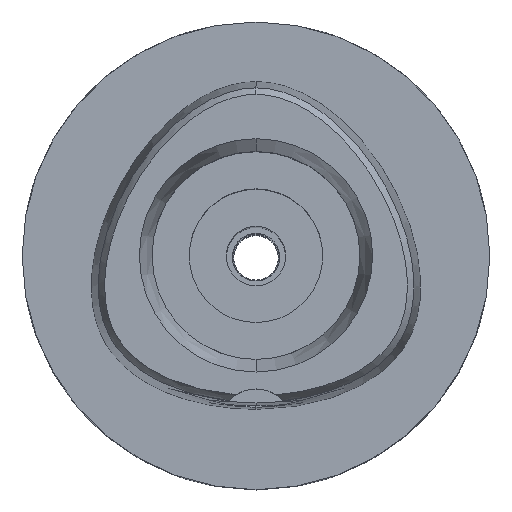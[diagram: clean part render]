
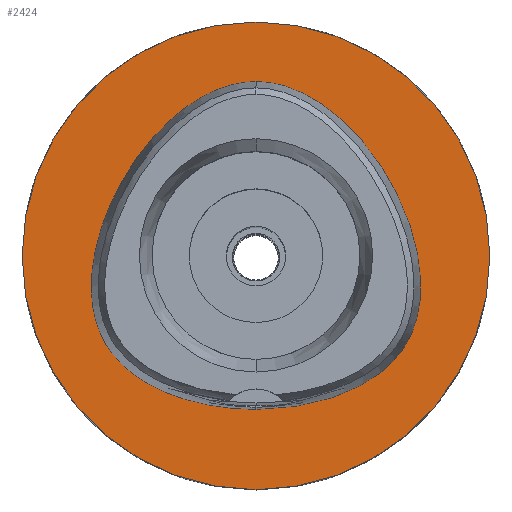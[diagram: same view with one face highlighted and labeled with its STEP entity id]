
A CAD part, top view. The second image highlights one B-rep face of the part: STEP entity #2424.
In plain terms, the highlighted planar face has unit normal (0, 0, 1).
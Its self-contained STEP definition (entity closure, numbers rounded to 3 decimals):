
#302=CARTESIAN_POINT('',(0.,0.,0.));
#303=DIRECTION('',(0.,0.,-1.));
#304=DIRECTION('',(0.,-1.,0.));
#305=AXIS2_PLACEMENT_3D('',#302,#303,#304);
#310=CARTESIAN_POINT('',(0.,0.,0.));
#311=DIRECTION('',(0.,0.,-1.));
#312=DIRECTION('',(0.,1.,0.));
#313=AXIS2_PLACEMENT_3D('',#310,#311,#312);
#318=CARTESIAN_POINT('',(0.,-20.675,0.));
#319=CARTESIAN_POINT('',(0.999,-20.675,0.));
#320=CARTESIAN_POINT('',(2.955,-20.592,
0.));
#321=CARTESIAN_POINT('',(5.793,-20.234,0.));
#322=CARTESIAN_POINT('',(8.44,-19.669,0.));
#323=CARTESIAN_POINT('',(10.825,-18.938,0.));
#324=CARTESIAN_POINT('',(12.921,-18.083,0.));
#325=CARTESIAN_POINT('',(14.731,-17.142,0.));
#326=CARTESIAN_POINT('',(16.28,-16.137,0.));
#327=CARTESIAN_POINT('',(17.584,-15.095,0.));
#328=CARTESIAN_POINT('',(18.683,-14.015,0.));
#329=CARTESIAN_POINT('',(19.596,-12.905,0.));
#330=CARTESIAN_POINT('',(20.36,-11.738,0.));
#331=CARTESIAN_POINT('',(20.983,-10.498,0.));
#332=CARTESIAN_POINT('',(21.485,-9.153,0.));
#333=CARTESIAN_POINT('',(21.867,-7.668,0.));
#334=CARTESIAN_POINT('',(22.117,-6.011,0.));
#335=CARTESIAN_POINT('',(22.211,-4.165,0.));
#336=CARTESIAN_POINT('',(22.119,-2.119,0.));
#337=CARTESIAN_POINT('',(21.807,0.128,0.));
#338=CARTESIAN_POINT('',(21.244,2.562,0.));
#339=CARTESIAN_POINT('',(20.404,5.143,0.));
#340=CARTESIAN_POINT('',(19.286,7.791,0.));
#341=CARTESIAN_POINT('',(17.908,10.415,0.));
#342=CARTESIAN_POINT('',(16.317,12.912,0.));
#343=CARTESIAN_POINT('',(14.58,15.192,0.));
#344=CARTESIAN_POINT('',(12.763,17.195,0.));
#345=CARTESIAN_POINT('',(10.94,18.884,0.));
#346=CARTESIAN_POINT('',(9.153,20.265,0.));
#347=CARTESIAN_POINT('',(7.435,21.354,0.));
#348=CARTESIAN_POINT('',(5.796,22.185,0.));
#349=CARTESIAN_POINT('',(4.238,22.79,0.));
#350=CARTESIAN_POINT('',(2.756,23.196,0.));
#351=CARTESIAN_POINT('',(1.346,23.426,
0.));
#352=CARTESIAN_POINT('',(0.442,23.475,
0.));
#353=CARTESIAN_POINT('',(0.,23.475,
0.));
#358=CARTESIAN_POINT('',(0.,23.475,
0.));
#359=CARTESIAN_POINT('',(-0.43,23.475,
0.));
#360=CARTESIAN_POINT('',(-1.308,23.429,
0.));
#361=CARTESIAN_POINT('',(-2.675,23.212,0.));
#362=CARTESIAN_POINT('',(-4.109,22.83,0.));
#363=CARTESIAN_POINT('',(-5.616,22.263,0.));
#364=CARTESIAN_POINT('',(-7.198,21.485,0.));
#365=CARTESIAN_POINT('',(-8.857,20.467,0.));
#366=CARTESIAN_POINT('',(-10.582,19.179,0.));
#367=CARTESIAN_POINT('',(-12.349,17.603,0.));
#368=CARTESIAN_POINT('',(-14.121,15.727,0.));
#369=CARTESIAN_POINT('',(-15.834,13.582,0.));
#370=CARTESIAN_POINT('',(-17.43,11.211,0.));
#371=CARTESIAN_POINT('',(-18.84,8.695,0.));
#372=CARTESIAN_POINT('',(-20.02,6.121,0.));
#373=CARTESIAN_POINT('',(-20.939,3.581,0.));
#374=CARTESIAN_POINT('',(-21.595,1.154,0.));
#375=CARTESIAN_POINT('',(-22.003,-1.112,0.));
#376=CARTESIAN_POINT('',(-22.189,-3.189,0.));
#377=CARTESIAN_POINT('',(-22.186,-5.078,0.));
#378=CARTESIAN_POINT('',(-22.021,-6.782,0.));
#379=CARTESIAN_POINT('',(-21.717,-8.323,0.));
#380=CARTESIAN_POINT('',(-21.297,-9.703,0.));
#381=CARTESIAN_POINT('',(-20.767,-10.964,0.));
#382=CARTESIAN_POINT('',(-20.125,-12.125,0.));
#383=CARTESIAN_POINT('',(-19.352,-13.223,0.));
#384=CARTESIAN_POINT('',(-18.427,-14.285,0.));
#385=CARTESIAN_POINT('',(-17.32,-15.322,0.));
#386=CARTESIAN_POINT('',(-15.999,-16.335,0.));
#387=CARTESIAN_POINT('',(-14.451,-17.3,0.));
#388=CARTESIAN_POINT('',(-12.649,-18.205,0.));
#389=CARTESIAN_POINT('',(-10.576,-19.023,0.));
#390=CARTESIAN_POINT('',(-8.231,-19.721,0.));
#391=CARTESIAN_POINT('',(-5.64,-20.258,0.));
#392=CARTESIAN_POINT('',(-2.871,-20.597,
0.));
#393=CARTESIAN_POINT('',(-0.97,-20.675,0.));
#394=CARTESIAN_POINT('',(0.,-20.675,0.));
#1572=VERTEX_POINT('',#358);
#1573=VERTEX_POINT('',#394);
#1578=CARTESIAN_POINT('',(0.,-31.5,0.));
#1579=CARTESIAN_POINT('',(0.,31.5,0.));
#1580=VERTEX_POINT('',#1578);
#1581=VERTEX_POINT('',#1579);
#2408=CARTESIAN_POINT('',(0.,0.,0.));
#2409=DIRECTION('',(0.,0.,-1.));
#2410=DIRECTION('',(0.,-1.,0.));
#2411=AXIS2_PLACEMENT_3D('',#2408,#2409,#2410);
#2412=PLANE('',#2411);
#2414=ORIENTED_EDGE('',*,*,#2413,.T.);
#2416=ORIENTED_EDGE('',*,*,#2415,.T.);
#2417=EDGE_LOOP('',(#2414,#2416));
#2418=FACE_OUTER_BOUND('',#2417,.F.);
#2420=ORIENTED_EDGE('',*,*,#2419,.T.);
#2421=ORIENTED_EDGE('',*,*,#2391,.T.);
#2422=EDGE_LOOP('',(#2420,#2421));
#2423=FACE_BOUND('',#2422,.F.);
#306=CIRCLE('',#305,31.5);
#314=CIRCLE('',#313,31.5);
#354=B_SPLINE_CURVE_WITH_KNOTS('',3,(#318,#319,#320,#321,#322,#323,#324,#325,
#326,#327,#328,#329,#330,#331,#332,#333,#334,#335,#336,#337,#338,#339,#340,#341,
#342,#343,#344,#345,#346,#347,#348,#349,#350,#351,#352,#353),.UNSPECIFIED.,.F.,
.F.,(4,1,1,1,1,1,1,1,1,1,1,1,1,1,1,1,1,1,1,1,1,1,1,1,1,1,1,1,1,1,1,1,1,4),(0.,
0.03,0.061,0.091,0.121,
0.152,0.182,0.212,0.242,
0.273,0.303,0.333,0.364,
0.394,0.424,0.455,0.485,
0.515,0.545,0.576,0.606,
0.636,0.667,0.697,0.727,
0.758,0.788,0.818,0.848,
0.879,0.909,0.939,0.97,1.),
.UNSPECIFIED.);
#395=B_SPLINE_CURVE_WITH_KNOTS('',3,(#358,#359,#360,#361,#362,#363,#364,#365,
#366,#367,#368,#369,#370,#371,#372,#373,#374,#375,#376,#377,#378,#379,#380,#381,
#382,#383,#384,#385,#386,#387,#388,#389,#390,#391,#392,#393,#394),.UNSPECIFIED.,
.F.,.F.,(4,1,1,1,1,1,1,1,1,1,1,1,1,1,1,1,1,1,1,1,1,1,1,1,1,1,1,1,1,1,1,1,1,1,4),
(0.,0.029,0.059,0.088,0.118,
0.147,0.176,0.206,0.235,
0.265,0.294,0.324,0.353,
0.382,0.412,0.441,0.471,0.5,
0.529,0.559,0.588,0.618,
0.647,0.676,0.706,0.735,
0.765,0.794,0.824,0.853,
0.882,0.912,0.941,0.971,1.),
.UNSPECIFIED.);
#2391=EDGE_CURVE('',#1572,#1573,#395,.T.);
#2413=EDGE_CURVE('',#1580,#1581,#306,.T.);
#2415=EDGE_CURVE('',#1581,#1580,#314,.T.);
#2419=EDGE_CURVE('',#1573,#1572,#354,.T.);
#2424=ADVANCED_FACE('',(#2418,#2423),#2412,.F.);
